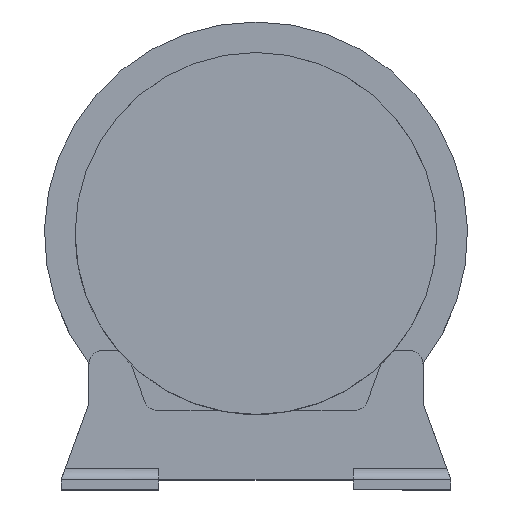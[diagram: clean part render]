
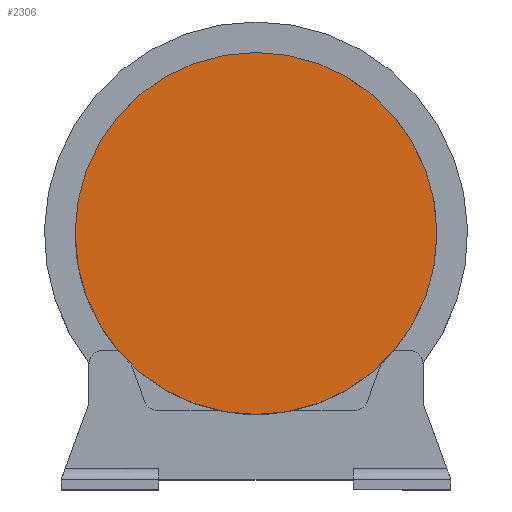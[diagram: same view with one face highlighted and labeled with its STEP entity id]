
A CAD part, top view. The second image highlights one B-rep face of the part: STEP entity #2306.
In plain terms, the highlighted planar face has unit normal (0, 0, 1).
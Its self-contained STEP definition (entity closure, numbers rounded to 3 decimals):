
#35 = EDGE_LOOP ( 'NONE', ( #1929 ) ) ;
#152 = PLANE ( 'NONE',  #237 ) ;
#237 = AXIS2_PLACEMENT_3D ( 'NONE', #383, #2020, #1538 ) ;
#383 = CARTESIAN_POINT ( 'NONE',  ( 0., 0., 0. ) ) ;
#430 = CIRCLE ( 'NONE', #2996, 65. ) ;
#534 = EDGE_CURVE ( 'NONE', #1078, #1078, #430, .T. ) ;
#633 = FACE_OUTER_BOUND ( 'NONE', #35, .T. ) ;
#1078 = VERTEX_POINT ( 'NONE', #2027 ) ;
#1538 = DIRECTION ( 'NONE',  ( 1., 0., 0. ) ) ;
#1887 = DIRECTION ( 'NONE',  ( -1., 0., 0. ) ) ;
#1929 = ORIENTED_EDGE ( 'NONE', *, *, #534, .F. ) ;
#2020 = DIRECTION ( 'NONE',  ( 0., 0., 1. ) ) ;
#2027 = CARTESIAN_POINT ( 'NONE',  ( -65., 0., 0. ) ) ;
#2102 = DIRECTION ( 'NONE',  ( 0., 0., -1. ) ) ;
#2306 = ADVANCED_FACE ( 'NONE', ( #633 ), #152, .T. ) ;
#2781 = CARTESIAN_POINT ( 'NONE',  ( 0., 0., 0. ) ) ;
#2996 = AXIS2_PLACEMENT_3D ( 'NONE', #2781, #2102, #1887 ) ;
